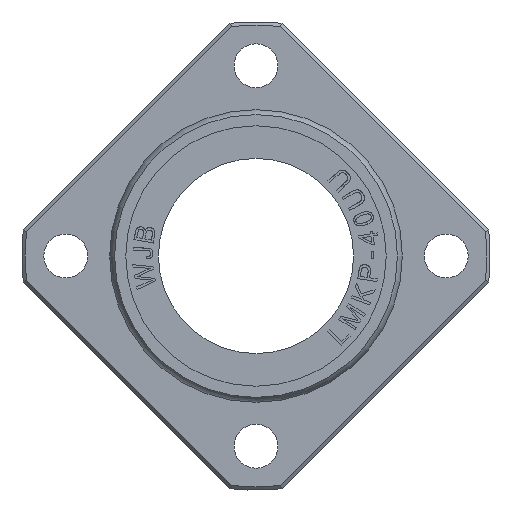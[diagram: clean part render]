
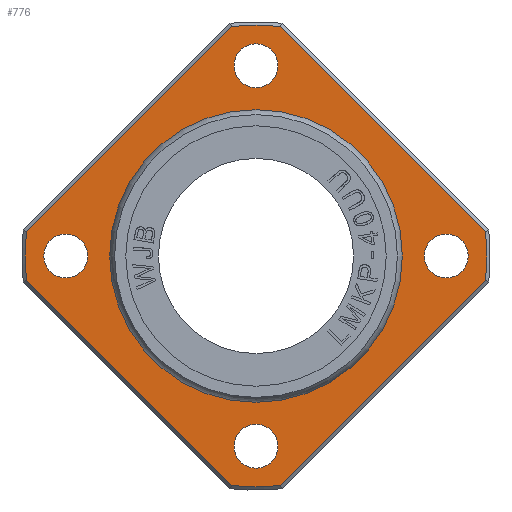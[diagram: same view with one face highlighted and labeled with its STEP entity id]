
A CAD part, left-side view. The second image highlights one B-rep face of the part: STEP entity #776.
In plain terms, the highlighted planar face has unit normal (-1, 0, 0).
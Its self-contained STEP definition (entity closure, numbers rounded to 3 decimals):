
#501=PLANE('',#7176);
#776=ADVANCED_FACE('',(#1689,#1690,#1691,#1692,#1693,#1694),#501,.T.);
#1279=B_SPLINE_CURVE_WITH_KNOTS('',3,(#10422,#10423,#10424,#10425),.UNSPECIFIED.,
 .F.,.F.,(4,4),(0.,1.),.UNSPECIFIED.);
#1280=B_SPLINE_CURVE_WITH_KNOTS('',3,(#10426,#10427,#10428,#10429),.UNSPECIFIED.,
 .F.,.F.,(4,4),(0.,1.),.UNSPECIFIED.);
#1281=B_SPLINE_CURVE_WITH_KNOTS('',3,(#10430,#10431,#10432,#10433),.UNSPECIFIED.,
 .F.,.F.,(4,4),(0.,1.),.UNSPECIFIED.);
#1282=B_SPLINE_CURVE_WITH_KNOTS('',3,(#10434,#10435,#10436,#10437),.UNSPECIFIED.,
 .F.,.F.,(4,4),(0.,1.),.UNSPECIFIED.);
#1689=FACE_BOUND('',#1822,.T.);
#1690=FACE_BOUND('',#1823,.T.);
#1691=FACE_BOUND('',#1824,.T.);
#1692=FACE_BOUND('',#1825,.T.);
#1693=FACE_BOUND('',#1826,.T.);
#1694=FACE_BOUND('',#1827,.T.);
#1822=EDGE_LOOP('',(#2678));
#1823=EDGE_LOOP('',(#2679));
#1824=EDGE_LOOP('',(#2680));
#1825=EDGE_LOOP('',(#2681));
#1826=EDGE_LOOP('',(#2682));
#1827=EDGE_LOOP('',(#2683,#2684,#2685,#2686,#2687,#2688,#2689,#2690));
#2312=CIRCLE('',#7151,47.3);
#2314=CIRCLE('',#7154,47.3);
#2316=CIRCLE('',#7157,47.3);
#2318=CIRCLE('',#7160,47.3);
#2324=CIRCLE('',#7171,29.668);
#2325=CIRCLE('',#7172,4.5);
#2326=CIRCLE('',#7173,4.5);
#2327=CIRCLE('',#7174,4.5);
#2328=CIRCLE('',#7175,4.5);
#2678=ORIENTED_EDGE('',*,*,#5308,.F.);
#2679=ORIENTED_EDGE('',*,*,#5309,.T.);
#2680=ORIENTED_EDGE('',*,*,#5310,.T.);
#2681=ORIENTED_EDGE('',*,*,#5311,.T.);
#2682=ORIENTED_EDGE('',*,*,#5312,.T.);
#2683=ORIENTED_EDGE('',*,*,#5288,.F.);
#2684=ORIENTED_EDGE('',*,*,#5313,.F.);
#2685=ORIENTED_EDGE('',*,*,#5280,.F.);
#2686=ORIENTED_EDGE('',*,*,#5314,.F.);
#2687=ORIENTED_EDGE('',*,*,#5292,.F.);
#2688=ORIENTED_EDGE('',*,*,#5315,.F.);
#2689=ORIENTED_EDGE('',*,*,#5285,.F.);
#2690=ORIENTED_EDGE('',*,*,#5316,.F.);
#4618=VERTEX_POINT('',#10317);
#4619=VERTEX_POINT('',#10318);
#4622=VERTEX_POINT('',#10335);
#4624=VERTEX_POINT('',#10338);
#4626=VERTEX_POINT('',#10347);
#4627=VERTEX_POINT('',#10348);
#4630=VERTEX_POINT('',#10362);
#4631=VERTEX_POINT('',#10363);
#4642=VERTEX_POINT('',#10413);
#4643=VERTEX_POINT('',#10415);
#4644=VERTEX_POINT('',#10417);
#4645=VERTEX_POINT('',#10419);
#4646=VERTEX_POINT('',#10421);
#5280=EDGE_CURVE('',#4618,#4619,#2312,.T.);
#5285=EDGE_CURVE('',#4622,#4624,#2314,.T.);
#5288=EDGE_CURVE('',#4626,#4627,#2316,.T.);
#5292=EDGE_CURVE('',#4630,#4631,#2318,.T.);
#5308=EDGE_CURVE('',#4642,#4642,#2324,.T.);
#5309=EDGE_CURVE('',#4643,#4643,#2325,.T.);
#5310=EDGE_CURVE('',#4644,#4644,#2326,.T.);
#5311=EDGE_CURVE('',#4645,#4645,#2327,.T.);
#5312=EDGE_CURVE('',#4646,#4646,#2328,.T.);
#5313=EDGE_CURVE('',#4619,#4626,#1279,.T.);
#5314=EDGE_CURVE('',#4631,#4618,#1280,.T.);
#5315=EDGE_CURVE('',#4624,#4630,#1281,.T.);
#5316=EDGE_CURVE('',#4627,#4622,#1282,.T.);
#7151=AXIS2_PLACEMENT_3D('',#10316,#7788,#7789);
#7154=AXIS2_PLACEMENT_3D('',#10337,#7794,#7795);
#7157=AXIS2_PLACEMENT_3D('',#10346,#7800,#7801);
#7160=AXIS2_PLACEMENT_3D('',#10361,#7806,#7807);
#7171=AXIS2_PLACEMENT_3D('',#10412,#7832,#7833);
#7172=AXIS2_PLACEMENT_3D('',#10414,#7834,#7835);
#7173=AXIS2_PLACEMENT_3D('',#10416,#7836,#7837);
#7174=AXIS2_PLACEMENT_3D('',#10418,#7838,#7839);
#7175=AXIS2_PLACEMENT_3D('',#10420,#7840,#7841);
#7176=AXIS2_PLACEMENT_3D('',#10438,#7842,#7843);
#7788=DIRECTION('',(1.,0.,0.));
#7789=DIRECTION('',(0.,0.,-1.));
#7794=DIRECTION('',(1.,0.,0.));
#7795=DIRECTION('',(0.,0.,-1.));
#7800=DIRECTION('',(1.,0.,0.));
#7801=DIRECTION('',(0.,0.,-1.));
#7806=DIRECTION('',(1.,0.,0.));
#7807=DIRECTION('',(0.,0.,-1.));
#7832=DIRECTION('',(-1.,0.,0.));
#7833=DIRECTION('',(0.,0.,1.));
#7834=DIRECTION('',(1.,0.,0.));
#7835=DIRECTION('',(0.,1.,0.));
#7836=DIRECTION('',(1.,0.,0.));
#7837=DIRECTION('',(0.,1.,0.));
#7838=DIRECTION('',(1.,0.,0.));
#7839=DIRECTION('',(0.,1.,0.));
#7840=DIRECTION('',(1.,0.,0.));
#7841=DIRECTION('',(0.,1.,0.));
#7842=DIRECTION('',(-1.,0.,0.));
#7843=DIRECTION('',(0.,0.,1.));
#10316=CARTESIAN_POINT('',(13.,0.,0.));
#10317=CARTESIAN_POINT('',(13.,-5.009,-47.034));
#10318=CARTESIAN_POINT('',(13.,5.009,-47.034));
#10335=CARTESIAN_POINT('',(13.,5.009,47.034));
#10337=CARTESIAN_POINT('',(13.,0.,0.));
#10338=CARTESIAN_POINT('',(13.,-5.009,47.034));
#10346=CARTESIAN_POINT('',(13.,0.,0.));
#10347=CARTESIAN_POINT('',(13.,47.034,-5.009));
#10348=CARTESIAN_POINT('',(13.,47.034,5.009));
#10361=CARTESIAN_POINT('',(13.,0.,0.));
#10362=CARTESIAN_POINT('',(13.,-47.034,5.009));
#10363=CARTESIAN_POINT('',(13.,-47.034,-5.009));
#10412=CARTESIAN_POINT('',(13.,0.,0.));
#10413=CARTESIAN_POINT('',(13.,0.,29.668));
#10414=CARTESIAN_POINT('',(13.,39.,0.));
#10415=CARTESIAN_POINT('',(13.,34.5,0.));
#10416=CARTESIAN_POINT('',(13.,-39.,0.));
#10417=CARTESIAN_POINT('',(13.,-43.5,0.));
#10418=CARTESIAN_POINT('',(13.,0.,39.));
#10419=CARTESIAN_POINT('',(13.,-4.5,39.));
#10420=CARTESIAN_POINT('',(13.,0.,-39.));
#10421=CARTESIAN_POINT('',(13.,-4.5,-39.));
#10422=CARTESIAN_POINT('',(13.,5.009,-47.034));
#10423=CARTESIAN_POINT('',(13.,19.017,-33.026));
#10424=CARTESIAN_POINT('',(13.,33.026,-19.017));
#10425=CARTESIAN_POINT('',(13.,47.034,-5.009));
#10426=CARTESIAN_POINT('',(13.,-47.034,-5.009));
#10427=CARTESIAN_POINT('',(13.,-33.026,-19.017));
#10428=CARTESIAN_POINT('',(13.,-19.017,-33.026));
#10429=CARTESIAN_POINT('',(13.,-5.009,-47.034));
#10430=CARTESIAN_POINT('',(13.,-5.009,47.034));
#10431=CARTESIAN_POINT('',(13.,-19.017,33.026));
#10432=CARTESIAN_POINT('',(13.,-33.026,19.017));
#10433=CARTESIAN_POINT('',(13.,-47.034,5.009));
#10434=CARTESIAN_POINT('',(13.,47.034,5.009));
#10435=CARTESIAN_POINT('',(13.,33.026,19.017));
#10436=CARTESIAN_POINT('',(13.,19.017,33.026));
#10437=CARTESIAN_POINT('',(13.,5.009,47.034));
#10438=CARTESIAN_POINT('',(13.,0.,38.834));
